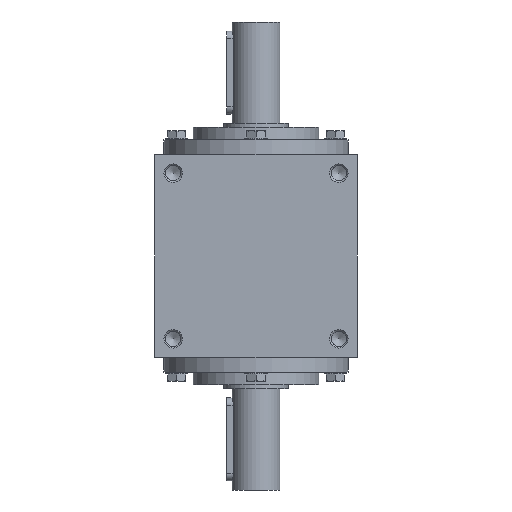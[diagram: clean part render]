
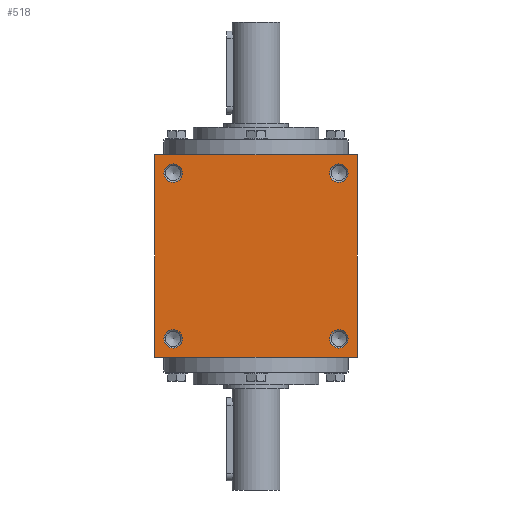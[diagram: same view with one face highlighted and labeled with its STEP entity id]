
A CAD part, left-side view. The second image highlights one B-rep face of the part: STEP entity #518.
In plain terms, the highlighted face is planar.
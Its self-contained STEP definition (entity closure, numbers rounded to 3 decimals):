
#518 = ADVANCED_FACE( '', ( #1071, #1072, #1073, #1074, #1075 ), #1076, .F. );
#1071 = FACE_BOUND( '', #1770, .T. );
#1072 = FACE_BOUND( '', #1771, .T. );
#1073 = FACE_BOUND( '', #1772, .T. );
#1074 = FACE_BOUND( '', #1773, .T. );
#1075 = FACE_OUTER_BOUND( '', #1774, .T. );
#1076 = PLANE( '', #1775 );
#1770 = EDGE_LOOP( '', ( #2681 ) );
#1771 = EDGE_LOOP( '', ( #2682 ) );
#1772 = EDGE_LOOP( '', ( #2683 ) );
#1773 = EDGE_LOOP( '', ( #2684 ) );
#1774 = EDGE_LOOP( '', ( #2685, #2686, #2687, #2688 ) );
#1775 = AXIS2_PLACEMENT_3D( '', #2689, #2690, #2691 );
#2681 = ORIENTED_EDGE( '', *, *, #3788, .F. );
#2682 = ORIENTED_EDGE( '', *, *, #3663, .T. );
#2683 = ORIENTED_EDGE( '', *, *, #3738, .F. );
#2684 = ORIENTED_EDGE( '', *, *, #3789, .T. );
#2685 = ORIENTED_EDGE( '', *, *, #3790, .F. );
#2686 = ORIENTED_EDGE( '', *, *, #3701, .F. );
#2687 = ORIENTED_EDGE( '', *, *, #3791, .F. );
#2688 = ORIENTED_EDGE( '', *, *, #3762, .F. );
#2689 = CARTESIAN_POINT( '', ( 0., 0., -55. ) );
#2690 = DIRECTION( '', ( 0., 0., 1. ) );
#2691 = DIRECTION( '', ( 1., 0., 0. ) );
#3663 = EDGE_CURVE( '', #4245, #4245, #4246, .T. );
#3701 = EDGE_CURVE( '', #4305, #4306, #4307, .T. );
#3738 = EDGE_CURVE( '', #4363, #4363, #4364, .T. );
#3762 = EDGE_CURVE( '', #4399, #4400, #4401, .T. );
#3788 = EDGE_CURVE( '', #4441, #4441, #4442, .T. );
#3789 = EDGE_CURVE( '', #4443, #4443, #4444, .T. );
#3790 = EDGE_CURVE( '', #4306, #4399, #4445, .T. );
#3791 = EDGE_CURVE( '', #4400, #4305, #4446, .T. );
#4245 = VERTEX_POINT( '', #4995 );
#4246 = CIRCLE( '', #4996, 5. );
#4305 = VERTEX_POINT( '', #5102 );
#4306 = VERTEX_POINT( '', #5103 );
#4307 = LINE( '', #5104, #5105 );
#4363 = VERTEX_POINT( '', #5176 );
#4364 = CIRCLE( '', #5177, 5. );
#4399 = VERTEX_POINT( '', #5230 );
#4400 = VERTEX_POINT( '', #5231 );
#4401 = LINE( '', #5232, #5233 );
#4441 = VERTEX_POINT( '', #5281 );
#4442 = CIRCLE( '', #5282, 5. );
#4443 = VERTEX_POINT( '', #5283 );
#4444 = CIRCLE( '', #5284, 5. );
#4445 = LINE( '', #5285, #5286 );
#4446 = LINE( '', #5287, #5288 );
#4995 = CARTESIAN_POINT( '', ( 50., 45., -55. ) );
#4996 = AXIS2_PLACEMENT_3D( '', #5931, #5932, #5933 );
#5102 = CARTESIAN_POINT( '', ( 55., 55., -55. ) );
#5103 = CARTESIAN_POINT( '', ( -55., 55., -55. ) );
#5104 = CARTESIAN_POINT( '', ( 55., 55., -55. ) );
#5105 = VECTOR( '', #5989, 1000. );
#5176 = CARTESIAN_POINT( '', ( -50., -45., -55. ) );
#5177 = AXIS2_PLACEMENT_3D( '', #6052, #6053, #6054 );
#5230 = CARTESIAN_POINT( '', ( -55., -55., -55. ) );
#5231 = CARTESIAN_POINT( '', ( 55., -55., -55. ) );
#5232 = CARTESIAN_POINT( '', ( -55., -55., -55. ) );
#5233 = VECTOR( '', #6078, 1000. );
#5281 = CARTESIAN_POINT( '', ( -50., 45., -55. ) );
#5282 = AXIS2_PLACEMENT_3D( '', #6120, #6121, #6122 );
#5283 = CARTESIAN_POINT( '', ( 50., -45., -55. ) );
#5284 = AXIS2_PLACEMENT_3D( '', #6123, #6124, #6125 );
#5285 = CARTESIAN_POINT( '', ( -55., 55., -55. ) );
#5286 = VECTOR( '', #6126, 1000. );
#5287 = CARTESIAN_POINT( '', ( 55., -55., -55. ) );
#5288 = VECTOR( '', #6127, 1000. );
#5931 = CARTESIAN_POINT( '', ( 45., 45., -55. ) );
#5932 = DIRECTION( '', ( 0., 0., 1. ) );
#5933 = DIRECTION( '', ( 1., 0., 0. ) );
#5989 = DIRECTION( '', ( -1., 0., 0. ) );
#6052 = CARTESIAN_POINT( '', ( -45., -45., -55. ) );
#6053 = DIRECTION( '', ( 0., 0., -1. ) );
#6054 = DIRECTION( '', ( -1., 0., 0. ) );
#6078 = DIRECTION( '', ( 1., 0., 0. ) );
#6120 = CARTESIAN_POINT( '', ( -45., 45., -55. ) );
#6121 = DIRECTION( '', ( 0., 0., -1. ) );
#6122 = DIRECTION( '', ( -1., 0., 0. ) );
#6123 = CARTESIAN_POINT( '', ( 45., -45., -55. ) );
#6124 = DIRECTION( '', ( 0., 0., 1. ) );
#6125 = DIRECTION( '', ( 1., 0., 0. ) );
#6126 = DIRECTION( '', ( 0., -1., 0. ) );
#6127 = DIRECTION( '', ( 0., 1., 0. ) );
